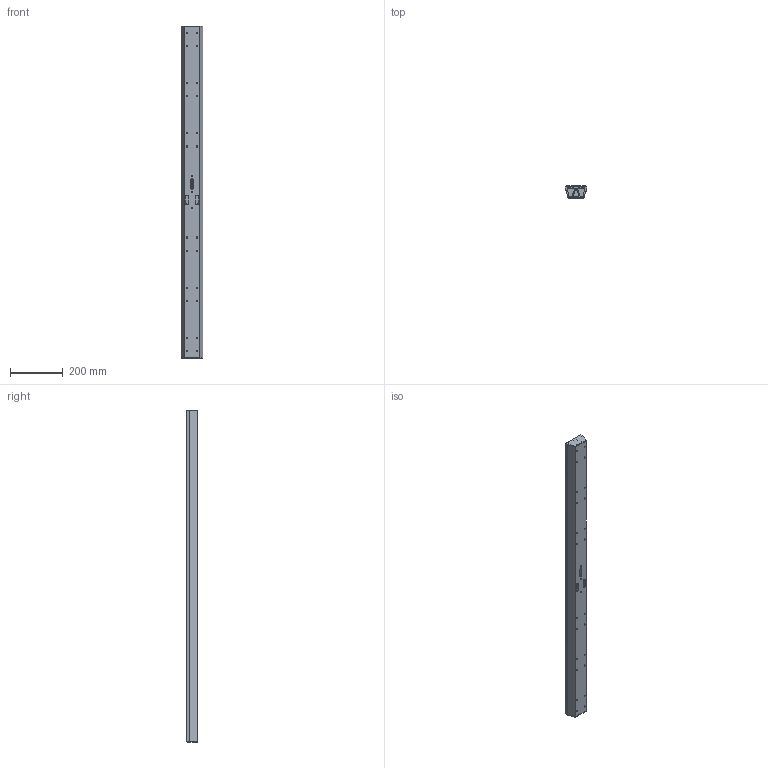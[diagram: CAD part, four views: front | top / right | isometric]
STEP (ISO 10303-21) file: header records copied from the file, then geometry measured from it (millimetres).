
FILE_DESCRIPTION (( 'STEP AP214' ), '1' );
FILE_NAME ('80mm T Series Conveyor Length 1250mm Updated 2.0.STEP', '2023-03-23T18:48:45', ( '' ), ( '' ), 'SwSTEP 2.0', 'SolidWorks 2022', '' );
FILE_SCHEMA (( 'AUTOMOTIVE_DESIGN' ));
Length unit declared in the file: millimetre
Products named in the file (1): 80mm T Series Conveyor Length 1250mm Updated 2.0
Bounding box: 80 x 43.28 x 1256 mm (x, y, z)
Volume: 1914390 mm3; surface area: 877582.2 mm2
Topology: 13 solids, 13 shells, 540 faces, 1562 edges, 1020 vertices
Faces by surface type: cylinder 335, plane 173, cone 32
Entity records: 19830 total; most frequent: CARTESIAN_POINT 4387, DIRECTION 3270, ORIENTED_EDGE 3124, EDGE_CURVE 1562, AXIS2_PLACEMENT_3D 1239, VERTEX_POINT 1020, EDGE_LOOP 802, VECTOR 792
